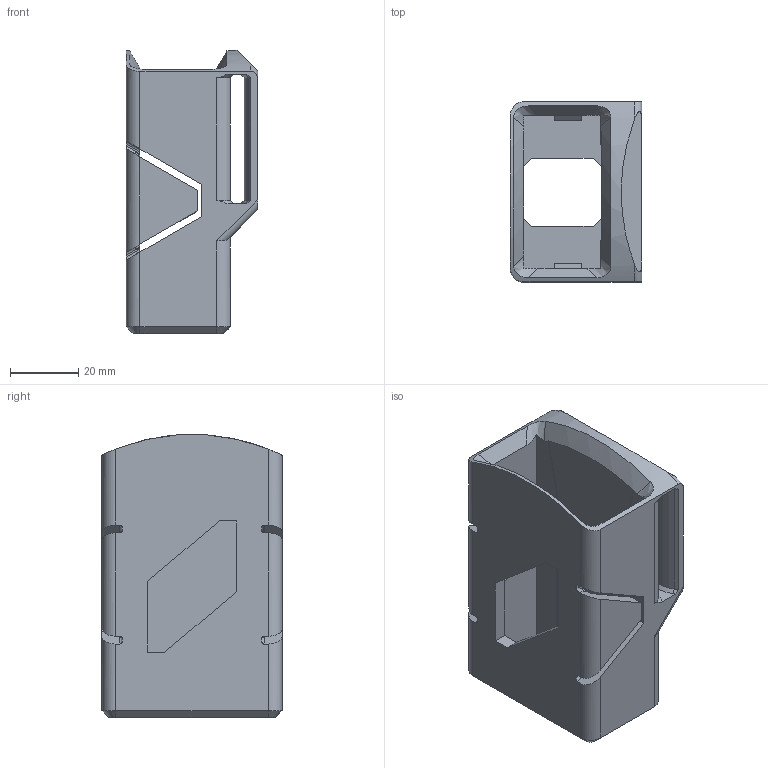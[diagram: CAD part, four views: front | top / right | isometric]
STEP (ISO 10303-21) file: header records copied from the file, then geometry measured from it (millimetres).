
FILE_DESCRIPTION(/* description */ (''),/* implementation_level */ '2;1');
FILE_NAME(/* name */ 'DZP Katana Holder Vertical v3.step',/* time_stamp */ '2023-02-26T17:28:13-08:00',/* author */ (''),/* organization */ (''),/* preprocessor_version */ 'ST-DEVELOPER v19.2',/* originating_system */ 'Autodesk Translation Framework v11.17.0.187',/* authorisation */ '');
FILE_SCHEMA (('AUTOMOTIVE_DESIGN { 1 0 10303 214 3 1 1 }'));
Length unit declared in the file: millimetre
Products named in the file (1): Katana Holder Vertical
Bounding box: 38.5 x 52.8 x 83 mm (x, y, z)
Volume: 55694.6 mm3; surface area: 30093.7 mm2
Topology: 1 solids, 1 shells, 141 faces, 401 edges, 258 vertices
Faces by surface type: plane 82, cylinder 27, bspline 18, cone 12, torus 2
Entity records: 5257 total; most frequent: CARTESIAN_POINT 1637, ORIENTED_EDGE 802, DIRECTION 675, EDGE_CURVE 401, LINE 263, VECTOR 263, VERTEX_POINT 258, AXIS2_PLACEMENT_3D 206
